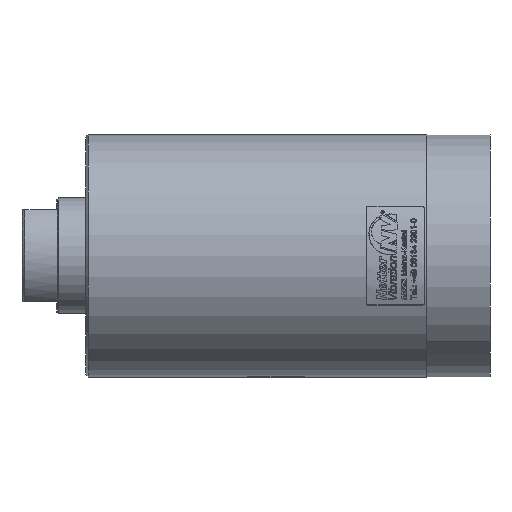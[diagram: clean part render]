
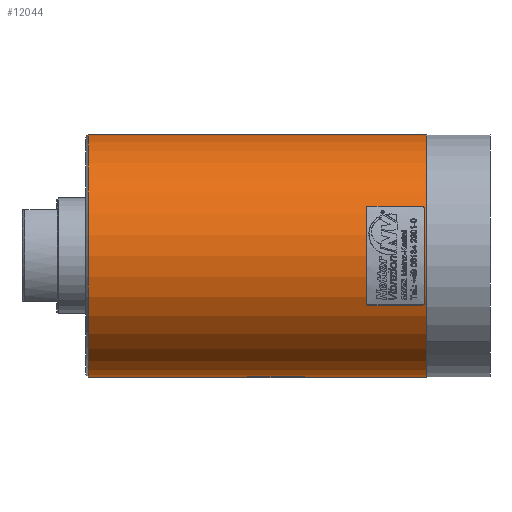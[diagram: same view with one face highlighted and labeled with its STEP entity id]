
A CAD part, front view. The second image highlights one B-rep face of the part: STEP entity #12044.
In plain terms, the highlighted cylindrical face has radius 42 mm (diameter 84 mm), a partial arc.
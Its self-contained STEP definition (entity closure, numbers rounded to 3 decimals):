
#1938 = DIRECTION ( 'NONE',  ( 1., 0., 0. ) ) ;
#3070 = CARTESIAN_POINT ( 'NONE',  ( 0., 0., 42. ) ) ;
#3305 = DIRECTION ( 'NONE',  ( 0., 0., 1. ) ) ;
#7419 = EDGE_CURVE ( 'NONE', #20717, #13211, #15559, .T. ) ;
#7978 = EDGE_LOOP ( 'NONE', ( #17141, #18314, #12542, #32725 ) ) ;
#9160 = DIRECTION ( 'NONE',  ( 1., 0., 0. ) ) ;
#11550 = CARTESIAN_POINT ( 'NONE',  ( 0., 0., -42. ) ) ;
#11634 = CARTESIAN_POINT ( 'NONE',  ( 0., 0., 0. ) ) ;
#11791 = CARTESIAN_POINT ( 'NONE',  ( 0., 0., 0. ) ) ;
#12044 = ADVANCED_FACE ( 'NONE', ( #36755 ), #27681, .T. ) ;
#12214 = LINE ( 'NONE', #26695, #26996 ) ;
#12542 = ORIENTED_EDGE ( 'NONE', *, *, #7419, .T. ) ;
#13079 = EDGE_CURVE ( 'NONE', #22503, #20717, #21002, .T. ) ;
#13211 = VERTEX_POINT ( 'NONE', #25536 ) ;
#14592 = VECTOR ( 'NONE', #39001, 1000. ) ;
#15559 = LINE ( 'NONE', #11550, #14592 ) ;
#16700 = AXIS2_PLACEMENT_3D ( 'NONE', #11791, #17960, #29809 ) ;
#17141 = ORIENTED_EDGE ( 'NONE', *, *, #37641, .F. ) ;
#17960 = DIRECTION ( 'NONE',  ( 1., 0., 0. ) ) ;
#18314 = ORIENTED_EDGE ( 'NONE', *, *, #13079, .T. ) ;
#20717 = VERTEX_POINT ( 'NONE', #37617 ) ;
#20891 = CARTESIAN_POINT ( 'NONE',  ( -117., 0., 42. ) ) ;
#20988 = DIRECTION ( 'NONE',  ( 1., 0., 0. ) ) ;
#21002 = CIRCLE ( 'NONE', #37158, 42. ) ;
#21274 = EDGE_CURVE ( 'NONE', #38626, #13211, #31169, .T. ) ;
#22503 = VERTEX_POINT ( 'NONE', #20891 ) ;
#23926 = DIRECTION ( 'NONE',  ( 0., 0., -1. ) ) ;
#25536 = CARTESIAN_POINT ( 'NONE',  ( 0., 0., -42. ) ) ;
#26616 = AXIS2_PLACEMENT_3D ( 'NONE', #11634, #20988, #23926 ) ;
#26695 = CARTESIAN_POINT ( 'NONE',  ( 0., 0., 42. ) ) ;
#26996 = VECTOR ( 'NONE', #1938, 1000. ) ;
#27413 = CARTESIAN_POINT ( 'NONE',  ( -117., 0., 0. ) ) ;
#27681 = CYLINDRICAL_SURFACE ( 'NONE', #26616, 42. ) ;
#29809 = DIRECTION ( 'NONE',  ( 0., 0., -1. ) ) ;
#31169 = CIRCLE ( 'NONE', #16700, 42. ) ;
#32725 = ORIENTED_EDGE ( 'NONE', *, *, #21274, .F. ) ;
#36755 = FACE_OUTER_BOUND ( 'NONE', #7978, .T. ) ;
#37158 = AXIS2_PLACEMENT_3D ( 'NONE', #27413, #9160, #3305 ) ;
#37617 = CARTESIAN_POINT ( 'NONE',  ( -117., 0., -42. ) ) ;
#37641 = EDGE_CURVE ( 'NONE', #22503, #38626, #12214, .T. ) ;
#38626 = VERTEX_POINT ( 'NONE', #3070 ) ;
#39001 = DIRECTION ( 'NONE',  ( 1., 0., 0. ) ) ;
